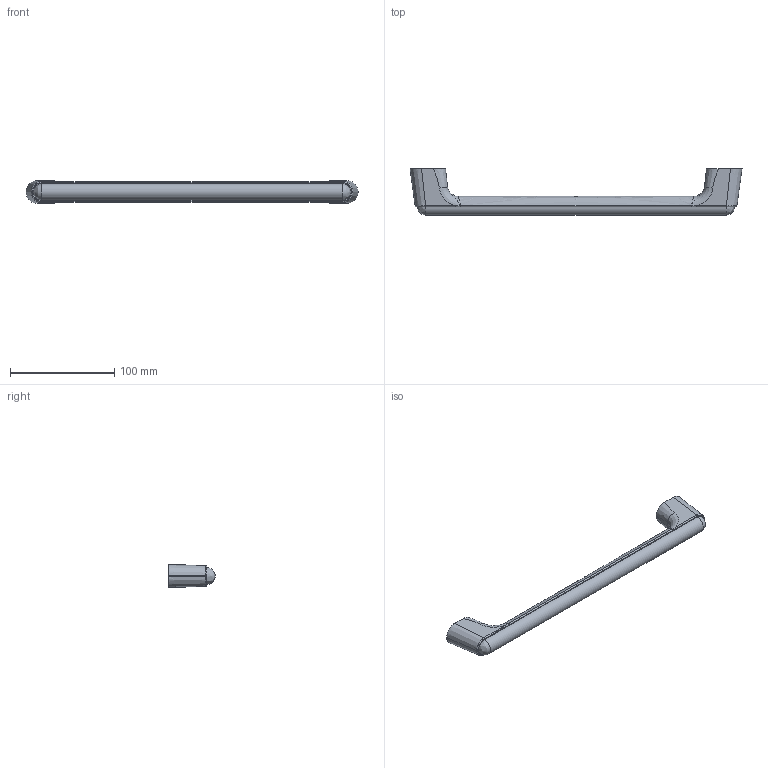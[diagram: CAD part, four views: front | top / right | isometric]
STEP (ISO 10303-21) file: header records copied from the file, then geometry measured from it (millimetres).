
FILE_DESCRIPTION((''),'2;1');
FILE_NAME('','2005-10-12T12:06:29',(''),(''),'','CADfix','');
FILE_SCHEMA(('AUTOMOTIVE_DESIGN'));
Length unit declared in the file: millimetre
Products named in the file (3): pull; cover; THA_432_1_140_36
Assembly tree (2 placements, depth 2):
  THA_432_1_140_36
    pull
    cover
Bounding box: 318 x 44.5 x 22 mm (x, y, z)
Volume: 59641.8 mm3; surface area: 51521 mm2
Topology: 2 solids, 2 shells, 127 faces, 362 edges, 248 vertices
Faces by surface type: bspline 127
Entity records: 8419 total; most frequent: CARTESIAN_POINT 6355, ORIENTED_EDGE 724, EDGE_CURVE 362, VERTEX_POINT 248, EDGE_LOOP 146, FACE_OUTER_BOUND 127, ADVANCED_FACE 127, B_SPLINE_CURVE_WITH_KNOTS 103
